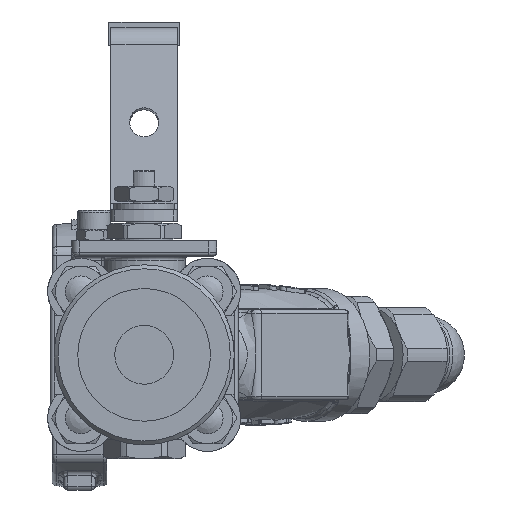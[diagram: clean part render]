
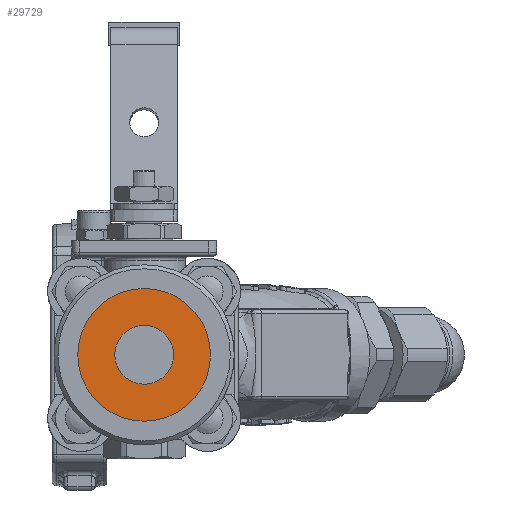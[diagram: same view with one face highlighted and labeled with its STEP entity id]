
A CAD part, left-side view. The second image highlights one B-rep face of the part: STEP entity #29729.
In plain terms, the highlighted planar face has unit normal (-1, 0, 0).
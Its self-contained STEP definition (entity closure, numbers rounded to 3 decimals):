
#2872=FACE_BOUND('',#7178,.T.);
#3530=PLANE('',#32947);
#5251=FACE_OUTER_BOUND('',#7177,.T.);
#7177=EDGE_LOOP('',(#27099));
#7178=EDGE_LOOP('',(#27100));
#11457=CIRCLE('',#32946,16.95);
#11458=CIRCLE('',#32948,7.5);
#14185=VERTEX_POINT('',#63894);
#14186=VERTEX_POINT('',#63898);
#18506=EDGE_CURVE('',#14185,#14185,#11457,.T.);
#18507=EDGE_CURVE('',#14186,#14186,#11458,.T.);
#27099=ORIENTED_EDGE('',*,*,#18506,.F.);
#27100=ORIENTED_EDGE('',*,*,#18507,.F.);
#29729=ADVANCED_FACE('',(#5251,#2872),#3530,.T.);
#32946=AXIS2_PLACEMENT_3D('',#63896,#40662,#40663);
#32947=AXIS2_PLACEMENT_3D('',#63897,#40664,#40665);
#32948=AXIS2_PLACEMENT_3D('',#63899,#40666,#40667);
#40662=DIRECTION('center_axis',(1.,0.,0.));
#40663=DIRECTION('ref_axis',(0.,-1.,0.));
#40664=DIRECTION('center_axis',(-1.,0.,0.));
#40665=DIRECTION('ref_axis',(0.,-1.,0.));
#40666=DIRECTION('center_axis',(-1.,0.,0.));
#40667=DIRECTION('ref_axis',(0.,-1.,0.));
#63894=CARTESIAN_POINT('',(-122.036,35.783,-1.517));
#63896=CARTESIAN_POINT('Origin',(-122.036,18.833,-1.517));
#63897=CARTESIAN_POINT('Origin',(-122.036,18.833,-1.517));
#63898=CARTESIAN_POINT('',(-122.036,26.333,-1.517));
#63899=CARTESIAN_POINT('Origin',(-122.036,18.833,-1.517));
